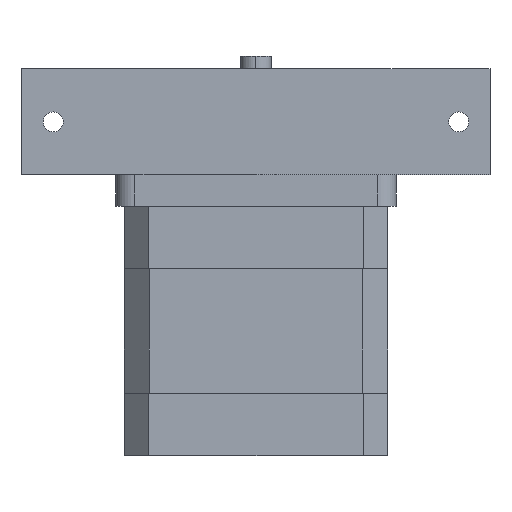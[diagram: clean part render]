
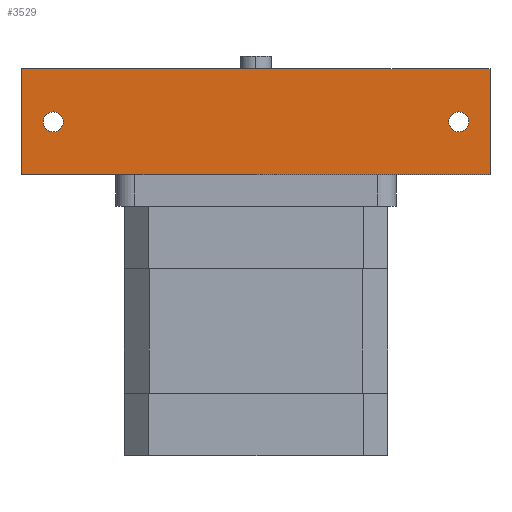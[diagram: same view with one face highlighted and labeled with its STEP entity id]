
A CAD part, left-side view. The second image highlights one B-rep face of the part: STEP entity #3529.
In plain terms, the highlighted planar face has unit normal (-1, 0, 0).
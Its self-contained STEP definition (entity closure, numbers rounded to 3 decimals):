
#98 = CARTESIAN_POINT ( 'NONE',  ( -96.02, 57.645, 0. ) ) ;
#134 = AXIS2_PLACEMENT_3D ( 'NONE', #3023, #5306, #8402 ) ;
#319 = CARTESIAN_POINT ( 'NONE',  ( -96.02, -12.355, 6.9 ) ) ;
#542 = FACE_BOUND ( 'NONE', #10514, .T. ) ;
#587 = VERTEX_POINT ( 'NONE', #10623 ) ;
#634 = EDGE_LOOP ( 'NONE', ( #2462, #9923 ) ) ;
#649 = VECTOR ( 'NONE', #2922, 1000. ) ;
#823 = CARTESIAN_POINT ( 'NONE',  ( -96.02, 0., 0. ) ) ;
#849 = AXIS2_PLACEMENT_3D ( 'NONE', #5212, #1968, #2014 ) ;
#1135 = DIRECTION ( 'NONE',  ( 0., -1., 0. ) ) ;
#1222 = VERTEX_POINT ( 'NONE', #5176 ) ;
#1279 = DIRECTION ( 'NONE',  ( 0., 0., -1. ) ) ;
#1318 = DIRECTION ( 'NONE',  ( -1., 0., 0. ) ) ;
#1430 = CARTESIAN_POINT ( 'NONE',  ( -96.02, 57.645, 0. ) ) ;
#1636 = EDGE_CURVE ( 'NONE', #9830, #4060, #4473, .T. ) ;
#1806 = EDGE_CURVE ( 'NONE', #7197, #12416, #8368, .T. ) ;
#1968 = DIRECTION ( 'NONE',  ( -1., 0., 0. ) ) ;
#2014 = DIRECTION ( 'NONE',  ( 0., 0., 1. ) ) ;
#2116 = VERTEX_POINT ( 'NONE', #10456 ) ;
#2462 = ORIENTED_EDGE ( 'NONE', *, *, #3908, .F. ) ;
#2494 = ORIENTED_EDGE ( 'NONE', *, *, #11374, .T. ) ;
#2624 = VECTOR ( 'NONE', #1135, 1000. ) ;
#2737 = EDGE_LOOP ( 'NONE', ( #13208, #2494, #8457, #5100 ) ) ;
#2828 = AXIS2_PLACEMENT_3D ( 'NONE', #10050, #12179, #8924 ) ;
#2922 = DIRECTION ( 'NONE',  ( 0., 1., 0. ) ) ;
#3023 = CARTESIAN_POINT ( 'NONE',  ( -96.02, -12.355, 8.5 ) ) ;
#3125 = CARTESIAN_POINT ( 'NONE',  ( -96.02, -17.355, 0. ) ) ;
#3529 = ADVANCED_FACE ( 'NONE', ( #12910, #542, #12406 ), #8318, .T. ) ;
#3549 = ORIENTED_EDGE ( 'NONE', *, *, #8544, .F. ) ;
#3771 = CARTESIAN_POINT ( 'NONE',  ( -96.02, -12.355, 10.1 ) ) ;
#3907 = VECTOR ( 'NONE', #1279, 1000. ) ;
#3908 = EDGE_CURVE ( 'NONE', #4060, #9830, #13233, .T. ) ;
#4060 = VERTEX_POINT ( 'NONE', #3771 ) ;
#4473 = CIRCLE ( 'NONE', #134, 1.6 ) ;
#5100 = ORIENTED_EDGE ( 'NONE', *, *, #8036, .T. ) ;
#5176 = CARTESIAN_POINT ( 'NONE',  ( -96.02, 57.645, 17. ) ) ;
#5212 = CARTESIAN_POINT ( 'NONE',  ( -96.02, 52.645, 8.5 ) ) ;
#5306 = DIRECTION ( 'NONE',  ( -1., 0., 0. ) ) ;
#5844 = LINE ( 'NONE', #9544, #649 ) ;
#6265 = EDGE_CURVE ( 'NONE', #9875, #1222, #5844, .T. ) ;
#6286 = LINE ( 'NONE', #3125, #11232 ) ;
#6718 = CARTESIAN_POINT ( 'NONE',  ( -96.02, -17.355, 17. ) ) ;
#7197 = VERTEX_POINT ( 'NONE', #7567 ) ;
#7567 = CARTESIAN_POINT ( 'NONE',  ( -96.02, 57.645, 0. ) ) ;
#7796 = CARTESIAN_POINT ( 'NONE',  ( -96.02, -17.355, 0. ) ) ;
#7930 = ORIENTED_EDGE ( 'NONE', *, *, #13989, .F. ) ;
#8036 = EDGE_CURVE ( 'NONE', #1222, #7197, #11385, .T. ) ;
#8318 = PLANE ( 'NONE',  #10597 ) ;
#8368 = LINE ( 'NONE', #98, #2624 ) ;
#8402 = DIRECTION ( 'NONE',  ( 0., 0., 1. ) ) ;
#8457 = ORIENTED_EDGE ( 'NONE', *, *, #6265, .T. ) ;
#8517 = DIRECTION ( 'NONE',  ( 0., 0., 1. ) ) ;
#8544 = EDGE_CURVE ( 'NONE', #2116, #587, #11527, .T. ) ;
#8859 = DIRECTION ( 'NONE',  ( 0., 0., 1. ) ) ;
#8924 = DIRECTION ( 'NONE',  ( 0., 0., 1. ) ) ;
#9016 = AXIS2_PLACEMENT_3D ( 'NONE', #10039, #1318, #8859 ) ;
#9425 = DIRECTION ( 'NONE',  ( 0., 0., 1. ) ) ;
#9544 = CARTESIAN_POINT ( 'NONE',  ( -96.02, 57.645, 17. ) ) ;
#9830 = VERTEX_POINT ( 'NONE', #319 ) ;
#9875 = VERTEX_POINT ( 'NONE', #6718 ) ;
#9923 = ORIENTED_EDGE ( 'NONE', *, *, #1636, .F. ) ;
#10025 = CIRCLE ( 'NONE', #849, 1.6 ) ;
#10039 = CARTESIAN_POINT ( 'NONE',  ( -96.02, 52.645, 8.5 ) ) ;
#10050 = CARTESIAN_POINT ( 'NONE',  ( -96.02, -12.355, 8.5 ) ) ;
#10456 = CARTESIAN_POINT ( 'NONE',  ( -96.02, 52.645, 10.1 ) ) ;
#10482 = DIRECTION ( 'NONE',  ( -1., 0., 0. ) ) ;
#10514 = EDGE_LOOP ( 'NONE', ( #3549, #7930 ) ) ;
#10597 = AXIS2_PLACEMENT_3D ( 'NONE', #823, #10482, #9425 ) ;
#10623 = CARTESIAN_POINT ( 'NONE',  ( -96.02, 52.645, 6.9 ) ) ;
#11232 = VECTOR ( 'NONE', #8517, 1000. ) ;
#11374 = EDGE_CURVE ( 'NONE', #12416, #9875, #6286, .T. ) ;
#11385 = LINE ( 'NONE', #1430, #3907 ) ;
#11527 = CIRCLE ( 'NONE', #9016, 1.6 ) ;
#12179 = DIRECTION ( 'NONE',  ( -1., 0., 0. ) ) ;
#12406 = FACE_OUTER_BOUND ( 'NONE', #2737, .T. ) ;
#12416 = VERTEX_POINT ( 'NONE', #7796 ) ;
#12910 = FACE_BOUND ( 'NONE', #634, .T. ) ;
#13208 = ORIENTED_EDGE ( 'NONE', *, *, #1806, .T. ) ;
#13233 = CIRCLE ( 'NONE', #2828, 1.6 ) ;
#13989 = EDGE_CURVE ( 'NONE', #587, #2116, #10025, .T. ) ;
